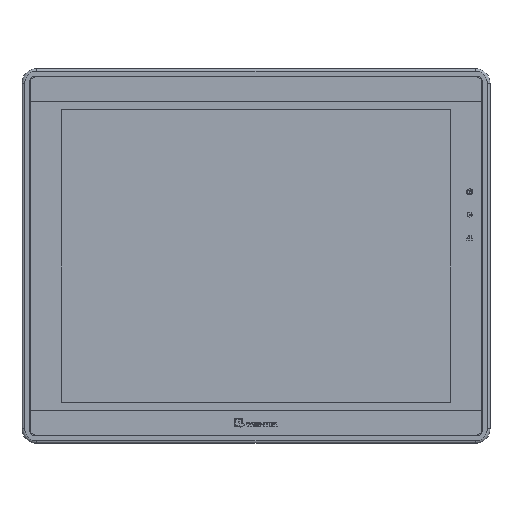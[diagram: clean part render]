
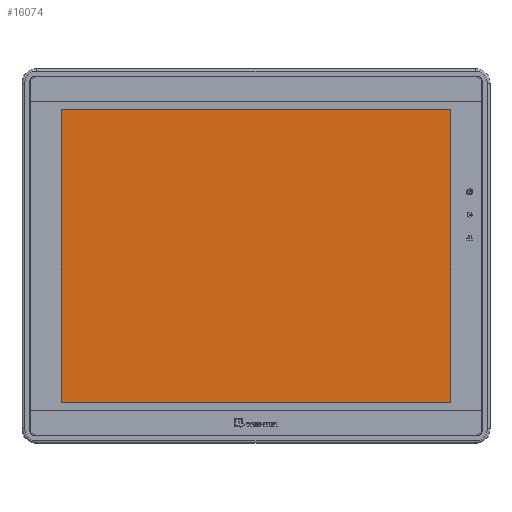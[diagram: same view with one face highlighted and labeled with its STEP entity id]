
A CAD part, top view. The second image highlights one B-rep face of the part: STEP entity #16074.
In plain terms, the highlighted planar face has unit normal (0, 0, 1).
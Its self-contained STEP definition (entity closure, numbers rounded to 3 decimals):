
#50 = LINE ( 'NONE', #54, #22784 ) ;
#54 = CARTESIAN_POINT ( 'NONE',  ( 64.898, 167.047, 29.015 ) ) ;
#56 = DIRECTION ( 'NONE',  ( 0., -1., 0. ) ) ;
#57 = CARTESIAN_POINT ( 'NONE',  ( 84.548, 145.797, 29.015 ) ) ;
#61 = DIRECTION ( 'NONE',  ( 1., 0., 0. ) ) ;
#63 = LINE ( 'NONE', #66, #22786 ) ;
#66 = CARTESIAN_POINT ( 'NONE',  ( -239.802, 167.047, 29.015 ) ) ;
#67 = DIRECTION ( 'NONE',  ( 0., 1., 0. ) ) ;
#69 = LINE ( 'NONE', #72, #22788 ) ;
#72 = CARTESIAN_POINT ( 'NONE',  ( 84.548, -82.703, 29.015 ) ) ;
#74 = DIRECTION ( 'NONE',  ( -1., 0., 0. ) ) ;
#2356 = CARTESIAN_POINT ( 'NONE',  ( 84.548, 167.047, 29.015 ) ) ;
#2372 = FACE_OUTER_BOUND ( 'NONE', #25046, .T. ) ;
#2375 = PLANE ( 'NONE',  #58023 ) ;
#2379 = DIRECTION ( 'NONE',  ( 0., 0., -1. ) ) ;
#2380 = DIRECTION ( 'NONE',  ( -1., 0., 0. ) ) ;
#5880 = EDGE_CURVE ( 'NONE', #13756, #13762, #50, .T. ) ;
#5881 = EDGE_CURVE ( 'NONE', #13759, #13756, #60327, .T. ) ;
#5882 = EDGE_CURVE ( 'NONE', #13767, #13759, #63, .T. ) ;
#5883 = EDGE_CURVE ( 'NONE', #13762, #13767, #69, .T. ) ;
#13756 = VERTEX_POINT ( 'NONE', #51426 ) ;
#13759 = VERTEX_POINT ( 'NONE', #51430 ) ;
#13762 = VERTEX_POINT ( 'NONE', #51434 ) ;
#13767 = VERTEX_POINT ( 'NONE', #51439 ) ;
#16074 = ADVANCED_FACE ( 'NONE', ( #2372 ), #2375, .F. ) ;
#20570 = ORIENTED_EDGE ( 'NONE', *, *, #5880, .F. ) ;
#20571 = ORIENTED_EDGE ( 'NONE', *, *, #5881, .F. ) ;
#20572 = ORIENTED_EDGE ( 'NONE', *, *, #5882, .F. ) ;
#20573 = ORIENTED_EDGE ( 'NONE', *, *, #5883, .F. ) ;
#22738 = VECTOR ( 'NONE', #61, 1000. ) ;
#22784 = VECTOR ( 'NONE', #56, 1000. ) ;
#22786 = VECTOR ( 'NONE', #67, 1000. ) ;
#22788 = VECTOR ( 'NONE', #74, 1000. ) ;
#25046 = EDGE_LOOP ( 'NONE', ( #20570, #20571, #20572, #20573 ) ) ;
#51426 = CARTESIAN_POINT ( 'NONE',  ( 64.898, 145.797, 29.015 ) ) ;
#51430 = CARTESIAN_POINT ( 'NONE',  ( -239.802, 145.797, 29.015 ) ) ;
#51434 = CARTESIAN_POINT ( 'NONE',  ( 64.898, -82.703, 29.015 ) ) ;
#51439 = CARTESIAN_POINT ( 'NONE',  ( -239.802, -82.703, 29.015 ) ) ;
#58023 = AXIS2_PLACEMENT_3D ( 'NONE', #2356, #2379, #2380 ) ;
#60327 = LINE ( 'NONE', #57, #22738 ) ;
